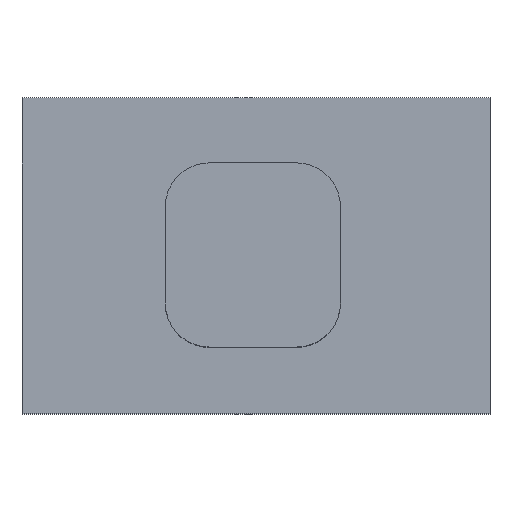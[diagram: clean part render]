
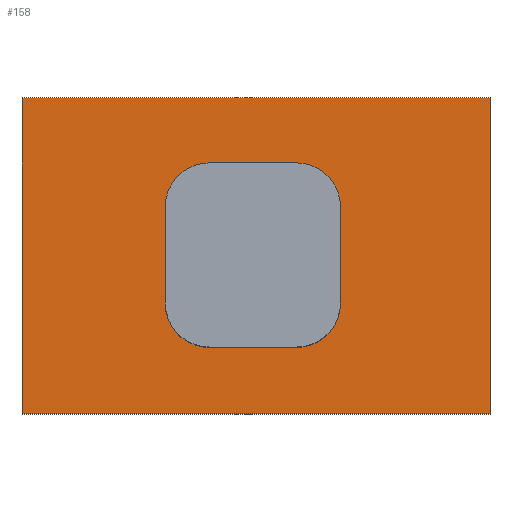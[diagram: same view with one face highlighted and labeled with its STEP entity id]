
A CAD part, top view. The second image highlights one B-rep face of the part: STEP entity #158.
In plain terms, the highlighted planar face has unit normal (0, 0, 1).
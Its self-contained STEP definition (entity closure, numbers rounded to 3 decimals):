
#9 = VECTOR ( 'NONE', #448, 1000. ) ;
#10 = ORIENTED_EDGE ( 'NONE', *, *, #74, .T. ) ;
#16 = DIRECTION ( 'NONE',  ( 1., 0., 0. ) ) ;
#27 = AXIS2_PLACEMENT_3D ( 'NONE', #226, #323, #542 ) ;
#28 = AXIS2_PLACEMENT_3D ( 'NONE', #148, #137, #565 ) ;
#39 = EDGE_CURVE ( 'NONE', #588, #342, #438, .T. ) ;
#41 = VERTEX_POINT ( 'NONE', #66 ) ;
#42 = DIRECTION ( 'NONE',  ( 1., 0., 0. ) ) ;
#51 = EDGE_CURVE ( 'NONE', #120, #575, #447, .T. ) ;
#66 = CARTESIAN_POINT ( 'NONE',  ( 8.203, -2.756, 6. ) ) ;
#70 = LINE ( 'NONE', #264, #599 ) ;
#74 = EDGE_CURVE ( 'NONE', #476, #583, #358, .T. ) ;
#75 = DIRECTION ( 'NONE',  ( 1., 0., 0. ) ) ;
#77 = FACE_BOUND ( 'NONE', #421, .T. ) ;
#79 = DIRECTION ( 'NONE',  ( 0., -1., 0. ) ) ;
#80 = EDGE_CURVE ( 'NONE', #381, #120, #318, .T. ) ;
#90 = ORIENTED_EDGE ( 'NONE', *, *, #288, .F. ) ;
#117 = AXIS2_PLACEMENT_3D ( 'NONE', #238, #474, #42 ) ;
#120 = VERTEX_POINT ( 'NONE', #462 ) ;
#121 = CARTESIAN_POINT ( 'NONE',  ( -2.42, -2.756, 6. ) ) ;
#129 = CARTESIAN_POINT ( 'NONE',  ( -2.42, 4.415, 6. ) ) ;
#134 = VECTOR ( 'NONE', #230, 1000. ) ;
#137 = DIRECTION ( 'NONE',  ( 0., 0., 1. ) ) ;
#148 = CARTESIAN_POINT ( 'NONE',  ( 3.81, 1.928, 6. ) ) ;
#151 = EDGE_CURVE ( 'NONE', #41, #387, #218, .T. ) ;
#153 = ORIENTED_EDGE ( 'NONE', *, *, #491, .F. ) ;
#155 = CARTESIAN_POINT ( 'NONE',  ( 1.83, 2.928, 6. ) ) ;
#158 = ADVANCED_FACE ( 'NONE', ( #77, #326 ), #412, .T. ) ;
#159 = DIRECTION ( 'NONE',  ( 0., 0., 1. ) ) ;
#182 = CARTESIAN_POINT ( 'NONE',  ( 3.81, 2.928, 6. ) ) ;
#184 = EDGE_CURVE ( 'NONE', #583, #41, #359, .T. ) ;
#186 = ORIENTED_EDGE ( 'NONE', *, *, #151, .T. ) ;
#200 = CARTESIAN_POINT ( 'NONE',  ( -2.42, -2.756, 6. ) ) ;
#204 = VECTOR ( 'NONE', #223, 1000. ) ;
#208 = CARTESIAN_POINT ( 'NONE',  ( 1.83, -0.253, 6. ) ) ;
#214 = EDGE_CURVE ( 'NONE', #387, #476, #315, .T. ) ;
#218 = LINE ( 'NONE', #546, #204 ) ;
#220 = CARTESIAN_POINT ( 'NONE',  ( -2.42, 4.415, 6. ) ) ;
#223 = DIRECTION ( 'NONE',  ( 0., 1., 0. ) ) ;
#226 = CARTESIAN_POINT ( 'NONE',  ( 0., 0., 6. ) ) ;
#230 = DIRECTION ( 'NONE',  ( 1., 0., 0. ) ) ;
#236 = ORIENTED_EDGE ( 'NONE', *, *, #353, .F. ) ;
#238 = CARTESIAN_POINT ( 'NONE',  ( 1.83, 1.928, 6. ) ) ;
#239 = ORIENTED_EDGE ( 'NONE', *, *, #39, .F. ) ;
#241 = CARTESIAN_POINT ( 'NONE',  ( 3.81, -1.253, 6. ) ) ;
#259 = ORIENTED_EDGE ( 'NONE', *, *, #371, .F. ) ;
#264 = CARTESIAN_POINT ( 'NONE',  ( 1.83, 2.928, 6. ) ) ;
#275 = CIRCLE ( 'NONE', #619, 1. ) ;
#277 = CIRCLE ( 'NONE', #28, 1. ) ;
#288 = EDGE_CURVE ( 'NONE', #480, #440, #70, .T. ) ;
#292 = CARTESIAN_POINT ( 'NONE',  ( 8.203, 4.415, 6. ) ) ;
#296 = CARTESIAN_POINT ( 'NONE',  ( 0.83, 1.928, 6. ) ) ;
#298 = ORIENTED_EDGE ( 'NONE', *, *, #214, .T. ) ;
#301 = CARTESIAN_POINT ( 'NONE',  ( 4.81, 1.928, 6. ) ) ;
#308 = CIRCLE ( 'NONE', #117, 1. ) ;
#315 = LINE ( 'NONE', #129, #545 ) ;
#318 = CIRCLE ( 'NONE', #349, 1. ) ;
#323 = DIRECTION ( 'NONE',  ( 0., 0., 1. ) ) ;
#324 = CARTESIAN_POINT ( 'NONE',  ( -2.42, 4.415, 6. ) ) ;
#326 = FACE_OUTER_BOUND ( 'NONE', #492, .T. ) ;
#342 = VERTEX_POINT ( 'NONE', #433 ) ;
#349 = AXIS2_PLACEMENT_3D ( 'NONE', #415, #592, #603 ) ;
#353 = EDGE_CURVE ( 'NONE', #400, #381, #382, .T. ) ;
#358 = LINE ( 'NONE', #220, #579 ) ;
#359 = LINE ( 'NONE', #121, #577 ) ;
#371 = EDGE_CURVE ( 'NONE', #440, #588, #308, .T. ) ;
#377 = VECTOR ( 'NONE', #541, 1000. ) ;
#378 = ORIENTED_EDGE ( 'NONE', *, *, #425, .F. ) ;
#379 = CARTESIAN_POINT ( 'NONE',  ( 1.83, -1.253, 6. ) ) ;
#381 = VERTEX_POINT ( 'NONE', #241 ) ;
#382 = LINE ( 'NONE', #379, #134 ) ;
#387 = VERTEX_POINT ( 'NONE', #292 ) ;
#400 = VERTEX_POINT ( 'NONE', #581 ) ;
#412 = PLANE ( 'NONE',  #27 ) ;
#415 = CARTESIAN_POINT ( 'NONE',  ( 3.81, -0.253, 6. ) ) ;
#421 = EDGE_LOOP ( 'NONE', ( #574, #236, #378, #239, #259, #90, #153, #446 ) ) ;
#425 = EDGE_CURVE ( 'NONE', #342, #400, #275, .T. ) ;
#433 = CARTESIAN_POINT ( 'NONE',  ( 0.83, -0.253, 6. ) ) ;
#438 = LINE ( 'NONE', #496, #377 ) ;
#440 = VERTEX_POINT ( 'NONE', #155 ) ;
#446 = ORIENTED_EDGE ( 'NONE', *, *, #51, .F. ) ;
#447 = LINE ( 'NONE', #301, #9 ) ;
#448 = DIRECTION ( 'NONE',  ( 0., 1., 0. ) ) ;
#449 = DIRECTION ( 'NONE',  ( -1., 0., 0. ) ) ;
#462 = CARTESIAN_POINT ( 'NONE',  ( 4.81, -0.253, 6. ) ) ;
#474 = DIRECTION ( 'NONE',  ( 0., 0., 1. ) ) ;
#475 = CARTESIAN_POINT ( 'NONE',  ( 4.81, 1.928, 6. ) ) ;
#476 = VERTEX_POINT ( 'NONE', #324 ) ;
#480 = VERTEX_POINT ( 'NONE', #182 ) ;
#491 = EDGE_CURVE ( 'NONE', #575, #480, #277, .T. ) ;
#492 = EDGE_LOOP ( 'NONE', ( #10, #559, #186, #298 ) ) ;
#496 = CARTESIAN_POINT ( 'NONE',  ( 0.83, 1.928, 6. ) ) ;
#502 = DIRECTION ( 'NONE',  ( -1., 0., 0. ) ) ;
#541 = DIRECTION ( 'NONE',  ( 0., -1., 0. ) ) ;
#542 = DIRECTION ( 'NONE',  ( 1., 0., 0. ) ) ;
#545 = VECTOR ( 'NONE', #502, 1000. ) ;
#546 = CARTESIAN_POINT ( 'NONE',  ( 8.203, 4.415, 6. ) ) ;
#559 = ORIENTED_EDGE ( 'NONE', *, *, #184, .T. ) ;
#565 = DIRECTION ( 'NONE',  ( -1., 0., 0. ) ) ;
#574 = ORIENTED_EDGE ( 'NONE', *, *, #80, .F. ) ;
#575 = VERTEX_POINT ( 'NONE', #475 ) ;
#577 = VECTOR ( 'NONE', #75, 1000. ) ;
#579 = VECTOR ( 'NONE', #79, 1000. ) ;
#581 = CARTESIAN_POINT ( 'NONE',  ( 1.83, -1.253, 6. ) ) ;
#583 = VERTEX_POINT ( 'NONE', #200 ) ;
#588 = VERTEX_POINT ( 'NONE', #296 ) ;
#592 = DIRECTION ( 'NONE',  ( 0., 0., 1. ) ) ;
#599 = VECTOR ( 'NONE', #449, 1000. ) ;
#603 = DIRECTION ( 'NONE',  ( 1., 0., 0. ) ) ;
#619 = AXIS2_PLACEMENT_3D ( 'NONE', #208, #159, #16 ) ;
